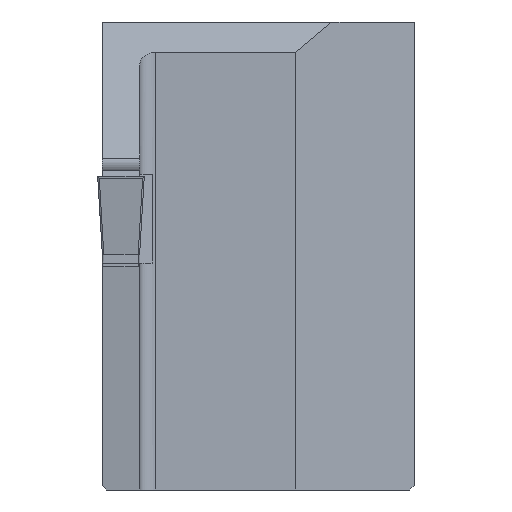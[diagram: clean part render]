
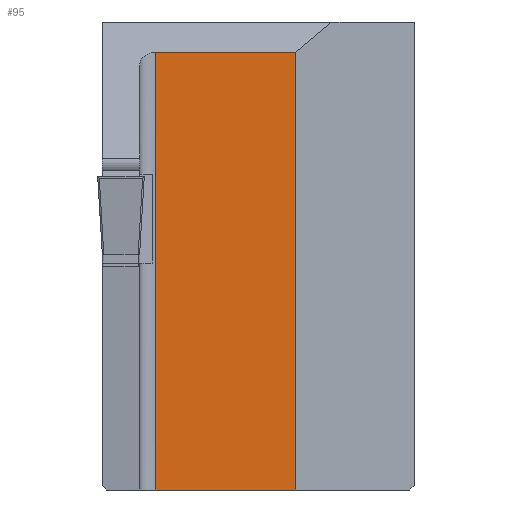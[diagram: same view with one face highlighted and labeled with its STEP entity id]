
A CAD part, left-side view. The second image highlights one B-rep face of the part: STEP entity #95.
In plain terms, the highlighted planar face has unit normal (-1, 0, 0).
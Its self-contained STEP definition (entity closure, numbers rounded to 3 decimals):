
#95=ADVANCED_FACE('',(#211),#159,.T.);
#159=PLANE('',#1197);
#211=FACE_OUTER_BOUND('',#275,.T.);
#275=EDGE_LOOP('',(#355,#356,#357,#358));
#355=ORIENTED_EDGE('',*,*,#787,.T.);
#356=ORIENTED_EDGE('',*,*,#788,.T.);
#357=ORIENTED_EDGE('',*,*,#789,.T.);
#358=ORIENTED_EDGE('',*,*,#790,.T.);
#683=VERTEX_POINT('',#1654);
#684=VERTEX_POINT('',#1655);
#685=VERTEX_POINT('',#1657);
#686=VERTEX_POINT('',#1659);
#787=EDGE_CURVE('',#683,#684,#950,.T.);
#788=EDGE_CURVE('',#684,#685,#951,.T.);
#789=EDGE_CURVE('',#685,#686,#952,.T.);
#790=EDGE_CURVE('',#686,#683,#953,.T.);
#950=LINE('',#1653,#1080);
#951=LINE('',#1656,#1081);
#952=LINE('',#1658,#1082);
#953=LINE('',#1660,#1083);
#1080=VECTOR('',#1319,1.);
#1081=VECTOR('',#1320,1.);
#1082=VECTOR('',#1321,1.);
#1083=VECTOR('',#1322,1.);
#1197=AXIS2_PLACEMENT_3D('',#1661,#1323,#1324);
#1319=DIRECTION('',(0.,1.,0.));
#1320=DIRECTION('',(0.,0.,-1.));
#1321=DIRECTION('',(0.,-1.,0.));
#1322=DIRECTION('',(0.,0.,1.));
#1323=DIRECTION('',(-1.,0.,0.));
#1324=DIRECTION('',(0.,0.,1.));
#1653=CARTESIAN_POINT('',(13.,-15.,8.048));
#1654=CARTESIAN_POINT('',(13.,-12.4,8.048));
#1655=CARTESIAN_POINT('',(13.,-3.4,8.048));
#1656=CARTESIAN_POINT('',(13.,-3.4,10.));
#1657=CARTESIAN_POINT('',(13.,-3.4,-20.));
#1658=CARTESIAN_POINT('',(13.,-22.4,-20.));
#1659=CARTESIAN_POINT('',(13.,-12.4,-20.));
#1660=CARTESIAN_POINT('',(13.,-12.4,-22.));
#1661=CARTESIAN_POINT('',(13.,-22.4,10.));
